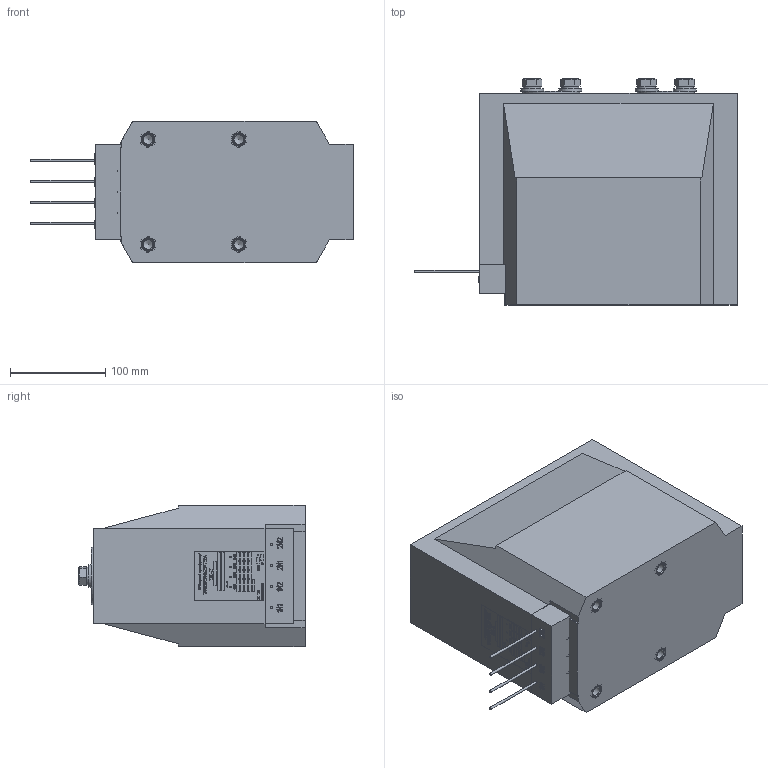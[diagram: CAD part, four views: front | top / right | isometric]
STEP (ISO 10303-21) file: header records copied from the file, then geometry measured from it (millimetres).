
FILE_DESCRIPTION(('STEP AP214'), '1');
FILE_NAME('ﾒﾋﾊ-ﾑﾒ-10-9 (5ﾀ-1500ﾀ)', '2023-06-23T09:06:13', ('UNSPECIFIED'), ('UNSPECIFIED'), 'ASCON STEP Converter 1.3', 'ASCON Math Kernel', '');
FILE_SCHEMA(('AUTOMOTIVE_DESIGN { 1 0 10303 214 3 1 1}'));
Length unit declared in the file: millimetre
Products named in the file (9): 屡扔.671212.538-03; 屡扔.757465.006
Assembly tree (21 placements, depth 3):
  (unnamed)
    屡扔.671212.538-03
      (unnamed)
      屡扔.757465.006  x2
      (unnamed)  x4
    (unnamed)  x4
    (unnamed)  x4
    (unnamed)  x4
    (unnamed)
Bounding box: 338 x 237 x 148 mm (x, y, z)
Volume: 7742926.6 mm3; surface area: 325758.6 mm2
Topology: 21 solids, 21 shells, 6438 faces, 18364 edges, 12220 vertices
Faces by surface type: plane 3947, cylinder 2431, cone 40, torus 20
Full cylindrical faces by diameter (mm): 2.5 x8, 10.106 x8, 12 x8, 13 x12, 15 x4, 20 x2, 24 x4, 56 x2, 60 x4
Entity records: 256663 total; most frequent: CARTESIAN_POINT 37040, ORIENTED_EDGE 35864, DIRECTION 35286, EDGE_CURVE 17932, LINE 13098, VECTOR 13098, VERTEX_POINT 11974, AXIS2_PLACEMENT_3D 11094
